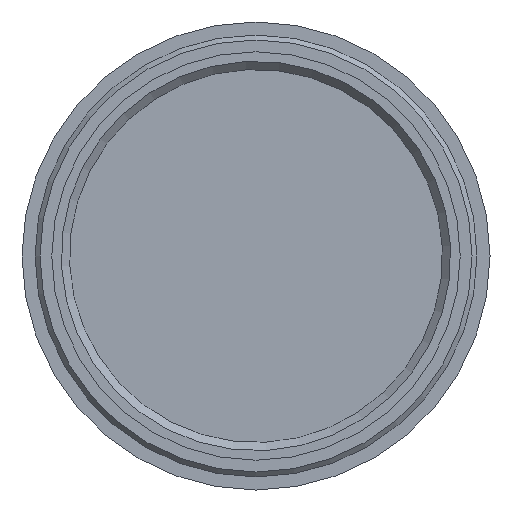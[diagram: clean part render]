
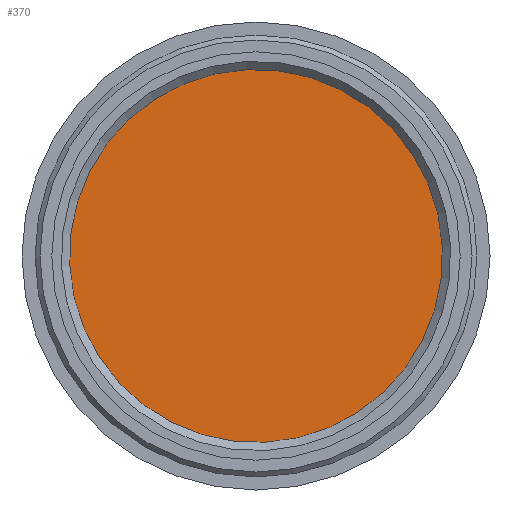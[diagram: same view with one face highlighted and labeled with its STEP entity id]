
A CAD part, front view. The second image highlights one B-rep face of the part: STEP entity #370.
In plain terms, the highlighted planar face has unit normal (0, -1, 0).
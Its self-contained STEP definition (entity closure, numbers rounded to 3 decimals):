
#117=FACE_OUTER_BOUND('',#169,.T.);
#169=EDGE_LOOP('',(#319));
#207=CIRCLE('',#424,12.3);
#237=VERTEX_POINT('',#630);
#267=EDGE_CURVE('',#237,#237,#207,.T.);
#319=ORIENTED_EDGE('',*,*,#267,.F.);
#345=PLANE('',#427);
#370=ADVANCED_FACE('',(#117),#345,.T.);
#424=AXIS2_PLACEMENT_3D('',#631,#527,#528);
#427=AXIS2_PLACEMENT_3D('',#635,#533,#534);
#527=DIRECTION('center_axis',(0.,1.,0.));
#528=DIRECTION('ref_axis',(0.825,0.,0.565));
#533=DIRECTION('center_axis',(0.,-1.,0.));
#534=DIRECTION('ref_axis',(0.825,0.,0.565));
#630=CARTESIAN_POINT('',(-10.152,-1.3,-6.945));
#631=CARTESIAN_POINT('Origin',(0.,-1.3,0.));
#635=CARTESIAN_POINT('Origin',(0.,-1.3,0.));
